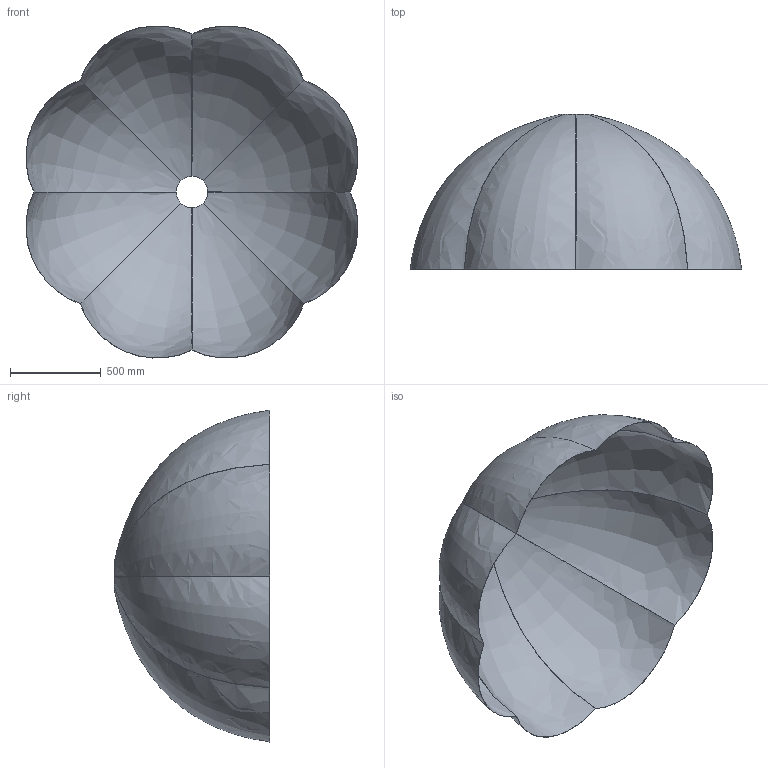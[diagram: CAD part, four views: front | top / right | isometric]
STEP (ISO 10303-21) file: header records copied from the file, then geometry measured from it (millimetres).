
FILE_DESCRIPTION (( 'STEP AP214' ), '1' );
FILE_NAME ('Main.STEP', '2024-11-25T09:18:08', ( '' ), ( '' ), 'SwSTEP 2.0', 'SolidWorks 2024', '' );
FILE_SCHEMA (( 'AUTOMOTIVE_DESIGN' ));
Length unit declared in the file: millimetre
Products named in the file (1): Main
Bounding box: 1832.36 x 856.33 x 1832.36 mm (x, y, z)
Volume: 4961176.7 mm3; surface area: 9927731.2 mm2
Topology: 1 solids, 1 shells, 19 faces, 50 edges, 32 vertices
Faces by surface type: bspline 16, cylinder 2, plane 1
Entity records: 8390 total; most frequent: CARTESIAN_POINT 8013, ORIENTED_EDGE 100, EDGE_CURVE 50, B_SPLINE_CURVE_WITH_KNOTS 40, VERTEX_POINT 32, DIRECTION 26, EDGE_LOOP 20, ADVANCED_FACE 19
